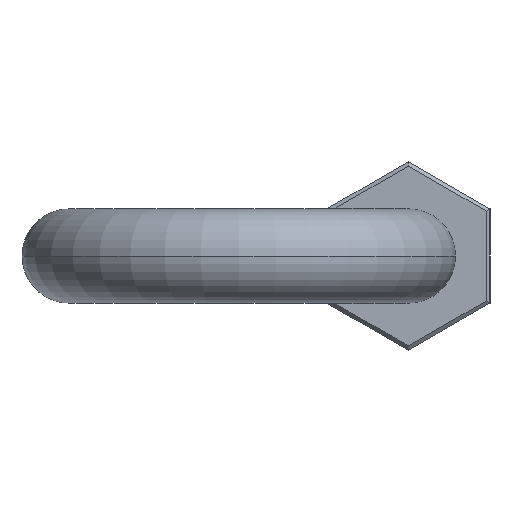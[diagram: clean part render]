
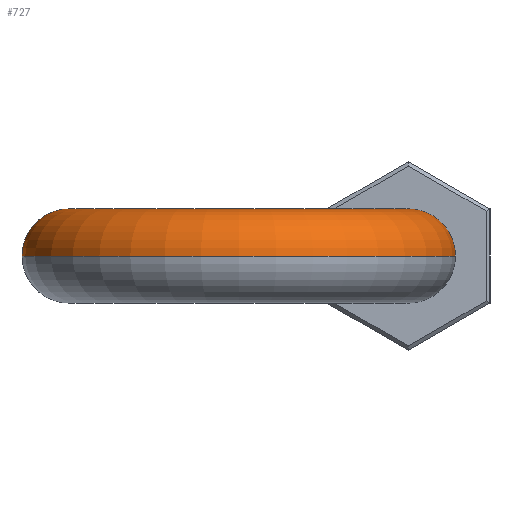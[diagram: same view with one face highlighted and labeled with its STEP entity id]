
A CAD part, left-side view. The second image highlights one B-rep face of the part: STEP entity #727.
In plain terms, the highlighted toroidal (fillet/blend) face has major radius 9 mm and minor radius 2.5 mm.
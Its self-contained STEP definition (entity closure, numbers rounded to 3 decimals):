
#157=CARTESIAN_POINT('',(0.,9.,0.));
#158=DIRECTION('',(-1.,0.,0.));
#159=DIRECTION('',(0.,-1.,0.));
#160=AXIS2_PLACEMENT_3D('',#157,#158,#159);
#162=CARTESIAN_POINT('',(0.,0.,0.));
#163=DIRECTION('',(0.,0.,1.));
#164=DIRECTION('',(0.,1.,0.));
#165=AXIS2_PLACEMENT_3D('',#162,#163,#164);
#172=CARTESIAN_POINT('',(0.,0.,0.));
#173=DIRECTION('',(0.,0.,1.));
#174=DIRECTION('',(0.,1.,0.));
#175=AXIS2_PLACEMENT_3D('',#172,#173,#174);
#220=CARTESIAN_POINT('',(0.,-9.,0.));
#221=DIRECTION('',(1.,0.,0.));
#222=DIRECTION('',(0.,1.,0.));
#223=AXIS2_PLACEMENT_3D('',#220,#221,#222);
#431=CARTESIAN_POINT('',(0.,6.5,0.));
#432=CARTESIAN_POINT('',(0.,11.5,0.));
#433=VERTEX_POINT('',#431);
#434=VERTEX_POINT('',#432);
#435=CARTESIAN_POINT('',(0.,-6.5,0.));
#436=CARTESIAN_POINT('',(0.,-11.5,0.));
#437=VERTEX_POINT('',#435);
#438=VERTEX_POINT('',#436);
#713=CARTESIAN_POINT('',(0.,0.,0.));
#714=DIRECTION('',(0.,0.,1.));
#715=DIRECTION('',(0.,-1.,0.));
#716=AXIS2_PLACEMENT_3D('',#713,#714,#715);
#717=TOROIDAL_SURFACE('',#716,9.,2.5);
#718=ORIENTED_EDGE('',*,*,#707,.F.);
#720=ORIENTED_EDGE('',*,*,#719,.T.);
#722=ORIENTED_EDGE('',*,*,#721,.T.);
#724=ORIENTED_EDGE('',*,*,#723,.F.);
#725=EDGE_LOOP('',(#718,#720,#722,#724));
#726=FACE_OUTER_BOUND('',#725,.F.);
#161=CIRCLE('',#160,2.5);
#166=CIRCLE('',#165,6.5);
#176=CIRCLE('',#175,11.5);
#224=CIRCLE('',#223,2.5);
#707=EDGE_CURVE('',#433,#434,#161,.T.);
#719=EDGE_CURVE('',#433,#437,#166,.T.);
#721=EDGE_CURVE('',#437,#438,#224,.T.);
#723=EDGE_CURVE('',#434,#438,#176,.T.);
#727=ADVANCED_FACE('',(#726),#717,.T.);
